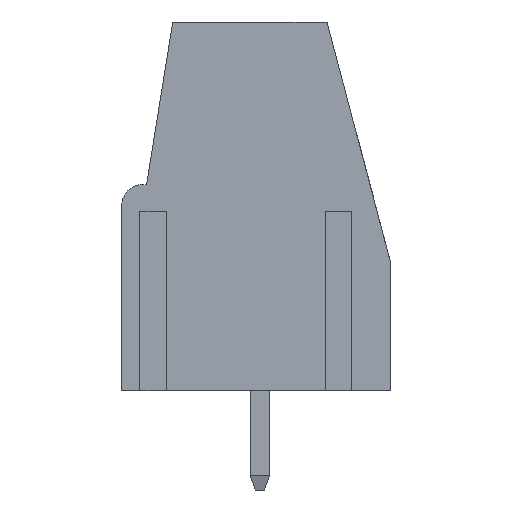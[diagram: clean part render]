
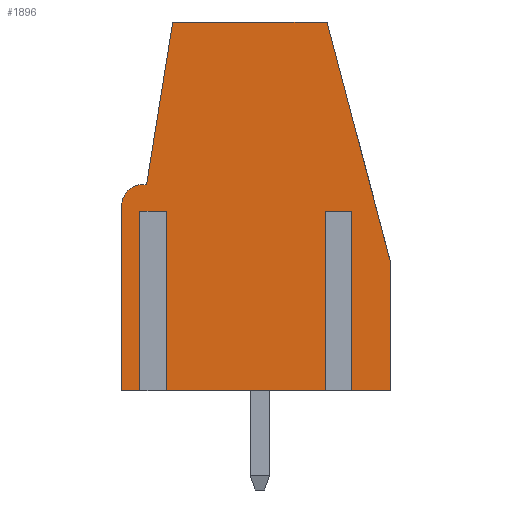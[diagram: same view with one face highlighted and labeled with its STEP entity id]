
A CAD part, left-side view. The second image highlights one B-rep face of the part: STEP entity #1896.
In plain terms, the highlighted planar face has unit normal (-1, 0, 0).
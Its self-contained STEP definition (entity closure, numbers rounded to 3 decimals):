
#61 = LINE ( 'NONE', #1574, #174 ) ;
#114 = VERTEX_POINT ( 'NONE', #247 ) ;
#155 = ORIENTED_EDGE ( 'NONE', *, *, #795, .T. ) ;
#174 = VECTOR ( 'NONE', #1566, 1000. ) ;
#181 = CARTESIAN_POINT ( 'NONE',  ( -7.54, -5., 0. ) ) ;
#202 = EDGE_CURVE ( 'NONE', #1911, #904, #1258, .T. ) ;
#220 = LINE ( 'NONE', #1345, #1579 ) ;
#247 = CARTESIAN_POINT ( 'NONE',  ( -7.54, 4.347, 7.913 ) ) ;
#250 = CARTESIAN_POINT ( 'NONE',  ( -7.54, 4.5, 7.113 ) ) ;
#258 = CARTESIAN_POINT ( 'NONE',  ( -7.54, -3.5, 0. ) ) ;
#270 = DIRECTION ( 'NONE',  ( 0., 0., 1. ) ) ;
#309 = ORIENTED_EDGE ( 'NONE', *, *, #1292, .T. ) ;
#360 = CARTESIAN_POINT ( 'NONE',  ( -7.54, 3.6, 6.9 ) ) ;
#378 = VECTOR ( 'NONE', #1916, 1000. ) ;
#381 = ORIENTED_EDGE ( 'NONE', *, *, #2776, .T. ) ;
#392 = CARTESIAN_POINT ( 'NONE',  ( -7.54, -2.576, 14.15 ) ) ;
#399 = DIRECTION ( 'NONE',  ( 0., 0.159, -0.987 ) ) ;
#420 = PLANE ( 'NONE',  #1436 ) ;
#437 = DIRECTION ( 'NONE',  ( 0., -1., 0. ) ) ;
#438 = EDGE_CURVE ( 'NONE', #2839, #812, #1539, .T. ) ;
#440 = VECTOR ( 'NONE', #1464, 1000. ) ;
#478 = CARTESIAN_POINT ( 'NONE',  ( -7.54, 3.6, 6.9 ) ) ;
#509 = CARTESIAN_POINT ( 'NONE',  ( -7.54, -2.5, 6.9 ) ) ;
#519 = CARTESIAN_POINT ( 'NONE',  ( -7.54, -2.5, 6.9 ) ) ;
#522 = VECTOR ( 'NONE', #1295, 1000. ) ;
#537 = DIRECTION ( 'NONE',  ( 0., 0., -1. ) ) ;
#561 = CARTESIAN_POINT ( 'NONE',  ( -7.54, 4.347, 7.913 ) ) ;
#572 = VECTOR ( 'NONE', #750, 1000. ) ;
#579 = ORIENTED_EDGE ( 'NONE', *, *, #2187, .T. ) ;
#599 = LINE ( 'NONE', #1319, #1893 ) ;
#675 = CIRCLE ( 'NONE', #1552, 0.8 ) ;
#717 = EDGE_CURVE ( 'NONE', #2581, #1130, #61, .T. ) ;
#718 = DIRECTION ( 'NONE',  ( 0., 0., 1. ) ) ;
#750 = DIRECTION ( 'NONE',  ( 0., 0., 1. ) ) ;
#776 = VECTOR ( 'NONE', #1904, 1000. ) ;
#783 = CARTESIAN_POINT ( 'NONE',  ( -7.54, 4.5, 7.913 ) ) ;
#795 = EDGE_CURVE ( 'NONE', #812, #2689, #818, .T. ) ;
#810 = VECTOR ( 'NONE', #1620, 1000. ) ;
#812 = VERTEX_POINT ( 'NONE', #2715 ) ;
#818 = LINE ( 'NONE', #858, #2063 ) ;
#820 = ORIENTED_EDGE ( 'NONE', *, *, #1460, .T. ) ;
#844 = ORIENTED_EDGE ( 'NONE', *, *, #2437, .T. ) ;
#858 = CARTESIAN_POINT ( 'NONE',  ( -7.54, -3.5, 6.9 ) ) ;
#860 = VERTEX_POINT ( 'NONE', #1383 ) ;
#866 = CARTESIAN_POINT ( 'NONE',  ( -7.54, 4.6, 0. ) ) ;
#904 = VERTEX_POINT ( 'NONE', #2752 ) ;
#918 = DIRECTION ( 'NONE',  ( -1., 0., 0. ) ) ;
#940 = VERTEX_POINT ( 'NONE', #1412 ) ;
#957 = CARTESIAN_POINT ( 'NONE',  ( -7.54, -2.5, 0. ) ) ;
#999 = LINE ( 'NONE', #1744, #2617 ) ;
#1058 = LINE ( 'NONE', #561, #440 ) ;
#1060 = ORIENTED_EDGE ( 'NONE', *, *, #2842, .T. ) ;
#1125 = CARTESIAN_POINT ( 'NONE',  ( -7.54, 4.5, 7.113 ) ) ;
#1130 = VERTEX_POINT ( 'NONE', #866 ) ;
#1208 = CARTESIAN_POINT ( 'NONE',  ( -7.54, -3.5, 0. ) ) ;
#1210 = ORIENTED_EDGE ( 'NONE', *, *, #202, .T. ) ;
#1228 = FACE_OUTER_BOUND ( 'NONE', #1499, .T. ) ;
#1258 = LINE ( 'NONE', #2758, #1323 ) ;
#1264 = LINE ( 'NONE', #2109, #2657 ) ;
#1292 = EDGE_CURVE ( 'NONE', #2301, #2797, #675, .T. ) ;
#1295 = DIRECTION ( 'NONE',  ( 0., 1., 0. ) ) ;
#1319 = CARTESIAN_POINT ( 'NONE',  ( -7.54, 3.346, 14.15 ) ) ;
#1323 = VECTOR ( 'NONE', #718, 1000. ) ;
#1345 = CARTESIAN_POINT ( 'NONE',  ( -7.54, 4.6, 6.9 ) ) ;
#1365 = DIRECTION ( 'NONE',  ( 0., -1., 0. ) ) ;
#1383 = CARTESIAN_POINT ( 'NONE',  ( -7.54, 3.346, 14.15 ) ) ;
#1392 = VERTEX_POINT ( 'NONE', #2815 ) ;
#1412 = CARTESIAN_POINT ( 'NONE',  ( -7.54, 4.6, 6.9 ) ) ;
#1436 = AXIS2_PLACEMENT_3D ( 'NONE', #1125, #1561, #437 ) ;
#1448 = CARTESIAN_POINT ( 'NONE',  ( -7.54, 4.6, 0. ) ) ;
#1460 = EDGE_CURVE ( 'NONE', #2293, #1392, #1764, .T. ) ;
#1462 = LINE ( 'NONE', #1633, #810 ) ;
#1464 = DIRECTION ( 'NONE',  ( 0., 1., 0. ) ) ;
#1489 = ORIENTED_EDGE ( 'NONE', *, *, #438, .T. ) ;
#1499 = EDGE_LOOP ( 'NONE', ( #1834, #820, #381, #2616, #1489, #155, #1060, #1210, #1905, #844, #2951, #2889, #309, #2258, #2594, #579 ) ) ;
#1539 = LINE ( 'NONE', #509, #776 ) ;
#1552 = AXIS2_PLACEMENT_3D ( 'NONE', #250, #918, #2058 ) ;
#1561 = DIRECTION ( 'NONE',  ( -1., 0., 0. ) ) ;
#1566 = DIRECTION ( 'NONE',  ( 0., -1., 0. ) ) ;
#1574 = CARTESIAN_POINT ( 'NONE',  ( -7.54, 5.3, 0. ) ) ;
#1579 = VECTOR ( 'NONE', #1365, 1000. ) ;
#1620 = DIRECTION ( 'NONE',  ( 0., -1., 0. ) ) ;
#1633 = CARTESIAN_POINT ( 'NONE',  ( -7.54, 3.6, 0. ) ) ;
#1646 = LINE ( 'NONE', #957, #2010 ) ;
#1651 = VERTEX_POINT ( 'NONE', #1943 ) ;
#1744 = CARTESIAN_POINT ( 'NONE',  ( -7.54, -5., 4.978 ) ) ;
#1764 = LINE ( 'NONE', #478, #2841 ) ;
#1834 = ORIENTED_EDGE ( 'NONE', *, *, #1925, .T. ) ;
#1876 = DIRECTION ( 'NONE',  ( 0., 0., -1. ) ) ;
#1893 = VECTOR ( 'NONE', #399, 1000. ) ;
#1896 = ADVANCED_FACE ( 'NONE', ( #1228 ), #420, .T. ) ;
#1904 = DIRECTION ( 'NONE',  ( 0., -1., 0. ) ) ;
#1905 = ORIENTED_EDGE ( 'NONE', *, *, #2361, .T. ) ;
#1911 = VERTEX_POINT ( 'NONE', #181 ) ;
#1916 = DIRECTION ( 'NONE',  ( 0., -1., 0. ) ) ;
#1925 = EDGE_CURVE ( 'NONE', #940, #2293, #220, .T. ) ;
#1943 = CARTESIAN_POINT ( 'NONE',  ( -7.54, -2.576, 14.15 ) ) ;
#1979 = LINE ( 'NONE', #1448, #572 ) ;
#2010 = VECTOR ( 'NONE', #270, 1000. ) ;
#2041 = EDGE_CURVE ( 'NONE', #2175, #2839, #1646, .T. ) ;
#2058 = DIRECTION ( 'NONE',  ( 0., -1., 0. ) ) ;
#2063 = VECTOR ( 'NONE', #2240, 1000. ) ;
#2109 = CARTESIAN_POINT ( 'NONE',  ( -7.54, 5.3, 7.113 ) ) ;
#2122 = CARTESIAN_POINT ( 'NONE',  ( -7.54, -2.5, 0. ) ) ;
#2175 = VERTEX_POINT ( 'NONE', #2122 ) ;
#2187 = EDGE_CURVE ( 'NONE', #1130, #940, #1979, .T. ) ;
#2210 = EDGE_CURVE ( 'NONE', #2797, #2581, #1264, .T. ) ;
#2240 = DIRECTION ( 'NONE',  ( 0., 0., -1. ) ) ;
#2258 = ORIENTED_EDGE ( 'NONE', *, *, #2210, .T. ) ;
#2293 = VERTEX_POINT ( 'NONE', #360 ) ;
#2301 = VERTEX_POINT ( 'NONE', #783 ) ;
#2361 = EDGE_CURVE ( 'NONE', #904, #1651, #999, .T. ) ;
#2370 = CARTESIAN_POINT ( 'NONE',  ( -7.54, 5.3, 7.113 ) ) ;
#2437 = EDGE_CURVE ( 'NONE', #1651, #860, #2504, .T. ) ;
#2495 = EDGE_CURVE ( 'NONE', #860, #114, #599, .T. ) ;
#2504 = LINE ( 'NONE', #392, #522 ) ;
#2581 = VERTEX_POINT ( 'NONE', #2718 ) ;
#2594 = ORIENTED_EDGE ( 'NONE', *, *, #717, .T. ) ;
#2616 = ORIENTED_EDGE ( 'NONE', *, *, #2041, .T. ) ;
#2617 = VECTOR ( 'NONE', #2866, 1000. ) ;
#2657 = VECTOR ( 'NONE', #537, 1000. ) ;
#2689 = VERTEX_POINT ( 'NONE', #258 ) ;
#2715 = CARTESIAN_POINT ( 'NONE',  ( -7.54, -3.5, 6.9 ) ) ;
#2718 = CARTESIAN_POINT ( 'NONE',  ( -7.54, 5.3, 0. ) ) ;
#2752 = CARTESIAN_POINT ( 'NONE',  ( -7.54, -5., 4.978 ) ) ;
#2758 = CARTESIAN_POINT ( 'NONE',  ( -7.54, -5., 0. ) ) ;
#2776 = EDGE_CURVE ( 'NONE', #1392, #2175, #1462, .T. ) ;
#2781 = LINE ( 'NONE', #1208, #378 ) ;
#2797 = VERTEX_POINT ( 'NONE', #2370 ) ;
#2815 = CARTESIAN_POINT ( 'NONE',  ( -7.54, 3.6, 0. ) ) ;
#2839 = VERTEX_POINT ( 'NONE', #519 ) ;
#2841 = VECTOR ( 'NONE', #1876, 1000. ) ;
#2842 = EDGE_CURVE ( 'NONE', #2689, #1911, #2781, .T. ) ;
#2866 = DIRECTION ( 'NONE',  ( 0., 0.255, 0.967 ) ) ;
#2873 = EDGE_CURVE ( 'NONE', #114, #2301, #1058, .T. ) ;
#2889 = ORIENTED_EDGE ( 'NONE', *, *, #2873, .T. ) ;
#2951 = ORIENTED_EDGE ( 'NONE', *, *, #2495, .T. ) ;
